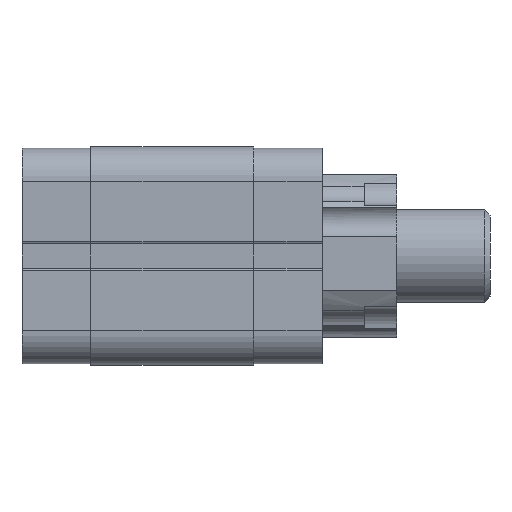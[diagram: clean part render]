
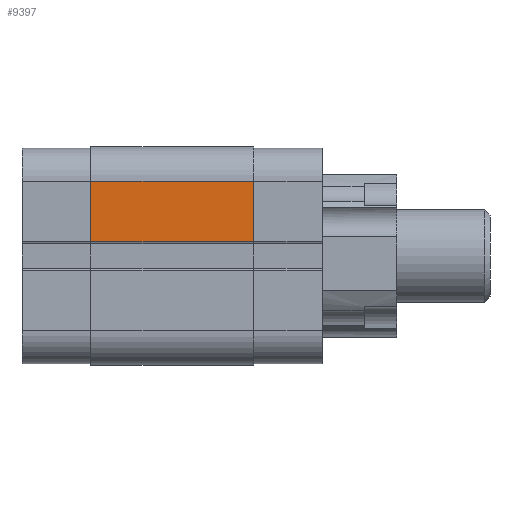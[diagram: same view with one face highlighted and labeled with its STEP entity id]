
A CAD part, front view. The second image highlights one B-rep face of the part: STEP entity #9397.
In plain terms, the highlighted planar face has unit normal (0, -1, 0).
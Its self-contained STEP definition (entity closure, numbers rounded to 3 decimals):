
#532=VECTOR('',#12093,1.);
#533=VECTOR('',#12097,1.);
#534=VECTOR('',#12098,1.);
#535=VECTOR('',#12099,1.);
#1391=LINE('',#15016,#532);
#1392=LINE('',#15020,#533);
#1393=LINE('',#15022,#534);
#1394=LINE('',#15024,#535);
#2589=VERTEX_POINT('',#15015);
#2590=VERTEX_POINT('',#15017);
#2591=VERTEX_POINT('',#15021);
#2592=VERTEX_POINT('',#15023);
#4348=EDGE_CURVE('',#2590,#2589,#1391,.T.);
#4350=EDGE_CURVE('',#2589,#2591,#1392,.T.);
#4351=EDGE_CURVE('',#2592,#2591,#1393,.T.);
#4352=EDGE_CURVE('',#2590,#2592,#1394,.T.);
#6493=ORIENTED_EDGE('',*,*,#4350,.T.);
#6494=ORIENTED_EDGE('',*,*,#4351,.F.);
#6495=ORIENTED_EDGE('',*,*,#4352,.F.);
#6496=ORIENTED_EDGE('',*,*,#4348,.T.);
#8295=EDGE_LOOP('',(#6493,#6494,#6495,#6496));
#8857=FACE_BOUND('',#8295,.T.);
#9397=ADVANCED_FACE('',(#8857),#16647,.F.);
#10209=AXIS2_PLACEMENT_3D('',#15019,#12096,$);
#12093=DIRECTION('',(-1.,0.,0.));
#12096=DIRECTION('',(0.,1.,0.));
#12097=DIRECTION('',(0.,0.,-1.));
#12098=DIRECTION('',(-1.,0.,0.));
#12099=DIRECTION('',(0.,0.,-1.));
#15015=CARTESIAN_POINT('',(0.,-23.5,16.));
#15016=CARTESIAN_POINT('',(35.,-23.5,16.));
#15017=CARTESIAN_POINT('',(35.,-23.5,16.));
#15019=CARTESIAN_POINT('',(35.,-23.5,16.));
#15020=CARTESIAN_POINT('',(0.,-23.5,16.));
#15021=CARTESIAN_POINT('',(0.,-23.5,3.075));
#15022=CARTESIAN_POINT('',(35.,-23.5,3.075));
#15023=CARTESIAN_POINT('',(35.,-23.5,3.075));
#15024=CARTESIAN_POINT('',(35.,-23.5,16.));
#16647=PLANE('',#10209);
